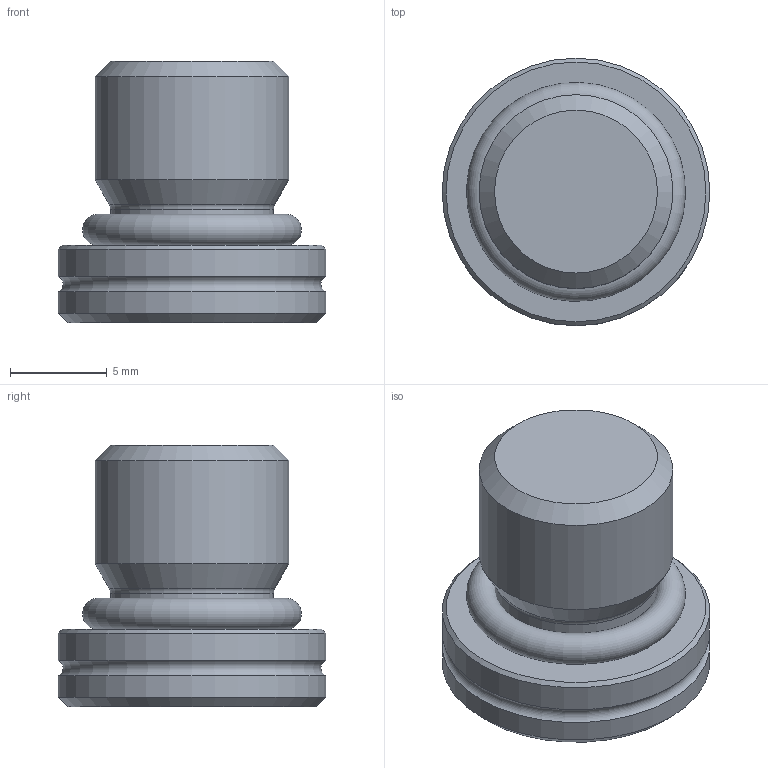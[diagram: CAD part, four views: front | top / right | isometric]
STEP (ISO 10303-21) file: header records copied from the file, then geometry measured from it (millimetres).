
FILE_DESCRIPTION((''),'2;1');
FILE_NAME('7200310.stp','2014-09-03T11:36:32',(''),('KNOMI spol. s r. o.'),'Autodesk Inventor 2012','Autodesk Inventor 2012','');
FILE_SCHEMA(('AUTOMOTIVE_DESIGN { 1 2 10303 214 0 1 1 1 }'));
Length unit declared in the file: millimetre
Products named in the file (3): ZKF M10x1; 72003105; 60808100160
Assembly tree (2 placements, depth 2):
  ZKF M10x1
    72003105
    60808100160
Bounding box: 13.8 x 13.8 x 13.5 mm (x, y, z)
Volume: 1150.7 mm3; surface area: 1020 mm2
Topology: 2 solids, 2 shells, 36 faces, 89 edges, 56 vertices
Faces by surface type: plane 21, cone 6, cylinder 5, torus 4
Full cylindrical faces by diameter (mm): 5.1 x1, 8.4 x1, 10 x1, 13.8 x2
Entity records: 1088 total; most frequent: CARTESIAN_POINT 188, DIRECTION 170, ORIENTED_EDGE 142, EDGE_CURVE 71, AXIS2_PLACEMENT_3D 70, VERTEX_POINT 52, EDGE_LOOP 51, STYLED_ITEM 38
